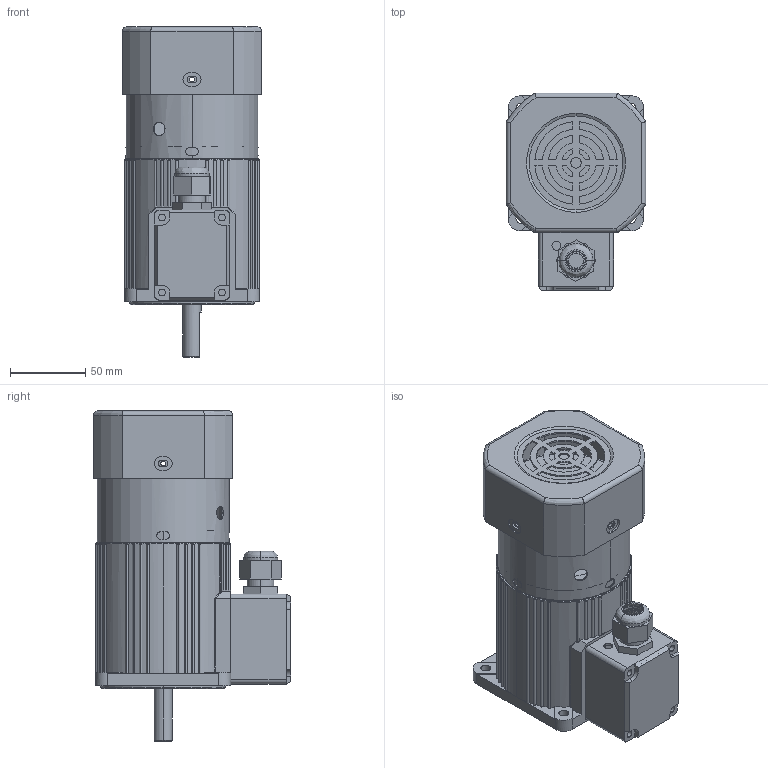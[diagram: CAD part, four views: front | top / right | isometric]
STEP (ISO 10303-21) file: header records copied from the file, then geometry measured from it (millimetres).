
FILE_DESCRIPTION (( 'STEP AP203' ), '1' );
FILE_NAME ('5IK40-60(R)A-MFT.STEP', '2024-01-16T04:45:49', ( 'User' ), ( 'China' ), 'SwSTEP 2.0', 'SolidWorks 2016', '' );
FILE_SCHEMA (( 'CONFIG_CONTROL_DESIGN' ));
Length unit declared in the file: millimetre
Products named in the file (8): 5IK40-60(R)A-MFT; 5IK40A_3; 90价陬ん欶褲_4; 峚倰萇儂諉盄碟02_1; NPT1-2萇擢芛_1; NPT1-2つ踡芛_1; NPT1-2萇擢芛蚾饜极_1; 90酗瑞欶褲
Assembly tree (7 placements, depth 3):
  5IK40-60(R)A-MFT
    5IK40A_3
    90价陬ん欶褲_4
    峚倰萇儂諉盄碟02_1
    NPT1-2萇擢芛蚾饜极_1
      NPT1-2萇擢芛_1
      NPT1-2つ踡芛_1
    90酗瑞欶褲
Bounding box: 93 x 131.5 x 220 mm (x, y, z)
Volume: 774193.2 mm3; surface area: 170503.2 mm2
Topology: 6 solids, 6 shells, 716 faces, 1934 edges, 1256 vertices
Faces by surface type: plane 302, cylinder 285, bspline 110, cone 19
Entity records: 27784 total; most frequent: CARTESIAN_POINT 9317, ORIENTED_EDGE 3868, DIRECTION 3535, EDGE_CURVE 1934, AXIS2_PLACEMENT_3D 1319, VERTEX_POINT 1256, LINE 897, VECTOR 897
